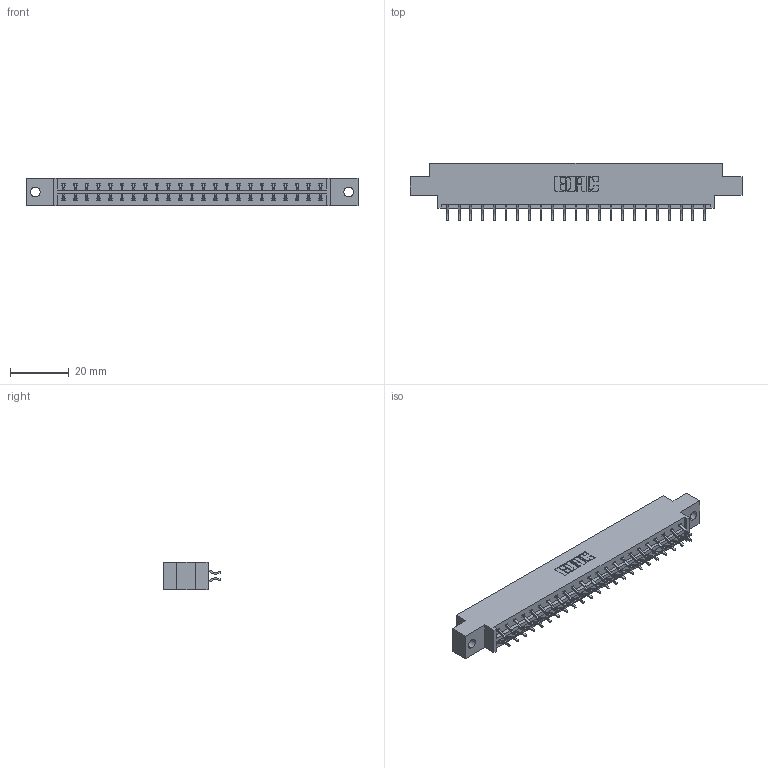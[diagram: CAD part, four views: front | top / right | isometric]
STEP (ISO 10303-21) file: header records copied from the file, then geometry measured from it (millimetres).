
FILE_DESCRIPTION (( 'STEP AP203' ), '1' );
FILE_NAME ('833-046-556-802.STEP', '2020-06-04T14:53:40', ( '' ), ( '' ), 'SwSTEP 2.0', 'SolidWorks 2020', '' );
FILE_SCHEMA (( 'CONFIG_CONTROL_DESIGN' ));
Length unit declared in the file: inch
Products named in the file (3): 345-292-001_556 Tail; 833 Part_Offset - .128 Dia; 833-046-556-802
Assembly tree (47 placements, depth 2):
  833-046-556-802
    833 Part_Offset - .128 Dia
    345-292-001_556 Tail  x46
Bounding box: 112.67 x 19.57 x 9.4 mm (x, y, z)
Volume: 11059.4 mm3; surface area: 12773 mm2
Topology: 47 solids, 47 shells, 2786 faces, 8281 edges, 5458 vertices
Faces by surface type: plane 1914, cylinder 872
Entity records: 17609 total; most frequent: CARTESIAN_POINT 2958, ORIENTED_EDGE 2882, DIRECTION 2549, EDGE_CURVE 1441, LINE 1305, VECTOR 1305, VERTEX_POINT 958, AXIS2_PLACEMENT_3D 622
